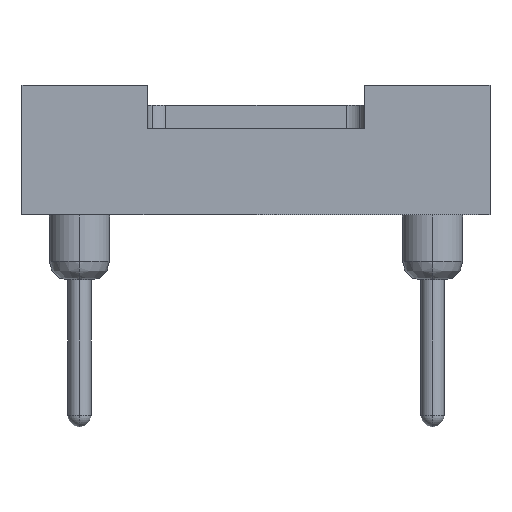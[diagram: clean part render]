
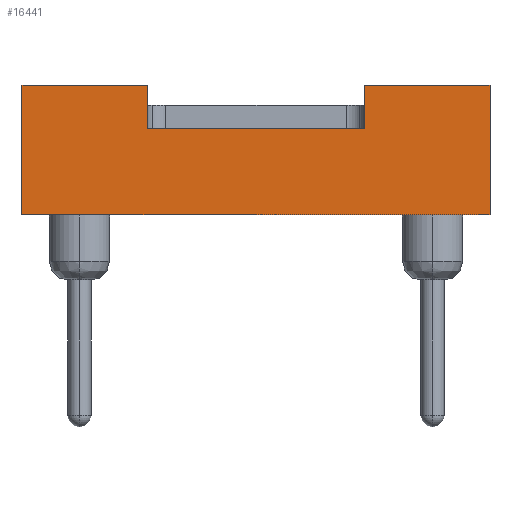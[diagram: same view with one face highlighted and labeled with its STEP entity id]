
A CAD part, front view. The second image highlights one B-rep face of the part: STEP entity #16441.
In plain terms, the highlighted planar face has unit normal (0, -1, 0).
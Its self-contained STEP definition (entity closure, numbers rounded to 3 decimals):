
#15947=CARTESIAN_POINT('',(2.35,-15.24,3.27));
#15948=VERTEX_POINT('',#15947);
#15979=CARTESIAN_POINT('',(-2.35,-15.24,3.27));
#15980=VERTEX_POINT('',#15979);
#15987=CARTESIAN_POINT('',(-2.35,-15.24,3.27));
#15988=DIRECTION('',(1.0,0.0,0.0));
#15989=VECTOR('',#15988,4.7);
#15990=LINE('',#15987,#15989);
#15991=EDGE_CURVE('',#15980,#15948,#15990,.T.);
#16019=CARTESIAN_POINT('',(5.05,-15.24,1.4));
#16020=VERTEX_POINT('',#16019);
#16027=CARTESIAN_POINT('',(-5.05,-15.24,1.4));
#16028=VERTEX_POINT('',#16027);
#16029=CARTESIAN_POINT('',(5.05,-15.24,1.4));
#16030=DIRECTION('',(-1.0,0.0,0.0));
#16031=VECTOR('',#16030,10.1);
#16032=LINE('',#16029,#16031);
#16033=EDGE_CURVE('',#16020,#16028,#16032,.T.);
#16163=CARTESIAN_POINT('',(5.05,-15.24,4.2));
#16164=VERTEX_POINT('',#16163);
#16171=CARTESIAN_POINT('',(5.05,-15.24,1.4));
#16172=DIRECTION('',(0.0,0.0,1.0));
#16173=VECTOR('',#16172,2.8);
#16174=LINE('',#16171,#16173);
#16175=EDGE_CURVE('',#16020,#16164,#16174,.T.);
#16195=CARTESIAN_POINT('',(-5.05,-15.24,4.2));
#16196=VERTEX_POINT('',#16195);
#16197=CARTESIAN_POINT('',(-5.05,-15.24,1.4));
#16198=DIRECTION('',(0.0,0.0,1.0));
#16199=VECTOR('',#16198,2.8);
#16200=LINE('',#16197,#16199);
#16201=EDGE_CURVE('',#16028,#16196,#16200,.T.);
#16226=CARTESIAN_POINT('',(-2.35,-15.24,4.2));
#16227=VERTEX_POINT('',#16226);
#16228=CARTESIAN_POINT('',(-2.35,-15.24,4.2));
#16229=DIRECTION('',(-1.0,0.0,0.0));
#16230=VECTOR('',#16229,2.7);
#16231=LINE('',#16228,#16230);
#16232=EDGE_CURVE('',#16227,#16196,#16231,.T.);
#16265=CARTESIAN_POINT('',(-2.35,-15.24,3.27));
#16266=DIRECTION('',(0.0,0.0,1.0));
#16267=VECTOR('',#16266,0.93);
#16268=LINE('',#16265,#16267);
#16269=EDGE_CURVE('',#15980,#16227,#16268,.T.);
#16293=CARTESIAN_POINT('',(2.35,-15.24,4.2));
#16294=VERTEX_POINT('',#16293);
#16295=CARTESIAN_POINT('',(2.35,-15.24,3.27));
#16296=DIRECTION('',(0.0,0.0,1.0));
#16297=VECTOR('',#16296,0.93);
#16298=LINE('',#16295,#16297);
#16299=EDGE_CURVE('',#15948,#16294,#16298,.T.);
#16322=CARTESIAN_POINT('',(5.05,-15.24,4.2));
#16323=DIRECTION('',(-1.0,0.0,0.0));
#16324=VECTOR('',#16323,2.7);
#16325=LINE('',#16322,#16324);
#16326=EDGE_CURVE('',#16164,#16294,#16325,.T.);
#16426=CARTESIAN_POINT('',(5.05,-15.24,1.4));
#16427=DIRECTION('',(0.0,-1.0,0.0));
#16428=DIRECTION('',(0.0,0.0,-1.0));
#16429=AXIS2_PLACEMENT_3D('',#16426,#16427,#16428);
#16430=PLANE('',#16429);
#16431=ORIENTED_EDGE('',*,*,#16326,.T.);
#16432=ORIENTED_EDGE('',*,*,#16299,.F.);
#16433=ORIENTED_EDGE('',*,*,#15991,.F.);
#16434=ORIENTED_EDGE('',*,*,#16269,.T.);
#16435=ORIENTED_EDGE('',*,*,#16232,.T.);
#16436=ORIENTED_EDGE('',*,*,#16201,.F.);
#16437=ORIENTED_EDGE('',*,*,#16033,.F.);
#16438=ORIENTED_EDGE('',*,*,#16175,.T.);
#16439=EDGE_LOOP('',(#16431,#16432,#16433,#16434,#16435,#16436,#16437,#16438));
#16440=FACE_OUTER_BOUND('',#16439,.T.);
#16441=ADVANCED_FACE('',(#16440),#16430,.T.);
